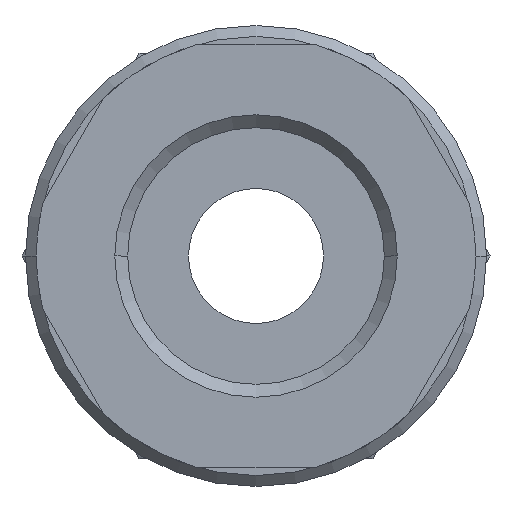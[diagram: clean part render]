
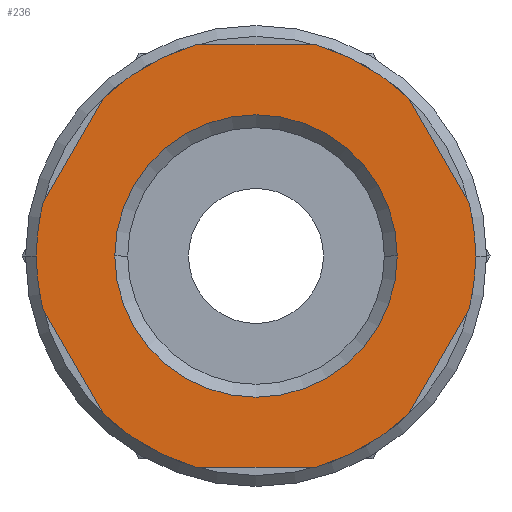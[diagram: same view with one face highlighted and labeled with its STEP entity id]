
A CAD part, front view. The second image highlights one B-rep face of the part: STEP entity #236.
In plain terms, the highlighted planar face has unit normal (0, -1, 0).
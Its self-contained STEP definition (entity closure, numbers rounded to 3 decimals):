
#236=ADVANCED_FACE('',(#494,#495),#496,.T.);
#494=FACE_BOUND('',#769,.T.);
#495=FACE_OUTER_BOUND('',#770,.T.);
#496=PLANE('',#771);
#769=EDGE_LOOP('',(#1361,#1362));
#770=EDGE_LOOP('',(#1363,#1364,#1365,#1366,#1367,#1368,#1369,#1370,#1371,#1372,#1373,#1374,#1375,#1376));
#771=AXIS2_PLACEMENT_3D('',#1377,#1378,#1379);
#1361=ORIENTED_EDGE('',*,*,#1686,.T.);
#1362=ORIENTED_EDGE('',*,*,#1684,.T.);
#1363=ORIENTED_EDGE('',*,*,#1769,.F.);
#1364=ORIENTED_EDGE('',*,*,#1796,.F.);
#1365=ORIENTED_EDGE('',*,*,#1773,.F.);
#1366=ORIENTED_EDGE('',*,*,#1797,.F.);
#1367=ORIENTED_EDGE('',*,*,#1777,.F.);
#1368=ORIENTED_EDGE('',*,*,#1630,.F.);
#1369=ORIENTED_EDGE('',*,*,#1798,.F.);
#1370=ORIENTED_EDGE('',*,*,#1782,.F.);
#1371=ORIENTED_EDGE('',*,*,#1799,.F.);
#1372=ORIENTED_EDGE('',*,*,#1787,.F.);
#1373=ORIENTED_EDGE('',*,*,#1800,.F.);
#1374=ORIENTED_EDGE('',*,*,#1792,.F.);
#1375=ORIENTED_EDGE('',*,*,#1801,.F.);
#1376=ORIENTED_EDGE('',*,*,#1627,.F.);
#1377=CARTESIAN_POINT('',(6.5,0.0,0.0));
#1378=DIRECTION('',(-0.0,-1.0,-0.0));
#1379=DIRECTION('',(-1.0,0.0,0.0));
#1627=EDGE_CURVE('',#1938,#1934,#1940,.T.);
#1630=EDGE_CURVE('',#1942,#1945,#1946,.T.);
#1684=EDGE_CURVE('',#2036,#2038,#2040,.T.);
#1686=EDGE_CURVE('',#2038,#2036,#2042,.T.);
#1769=EDGE_CURVE('',#2141,#1938,#2143,.T.);
#1773=EDGE_CURVE('',#2147,#2149,#2150,.T.);
#1777=EDGE_CURVE('',#1945,#2155,#2156,.T.);
#1782=EDGE_CURVE('',#2162,#2164,#2165,.T.);
#1787=EDGE_CURVE('',#2171,#2173,#2174,.T.);
#1792=EDGE_CURVE('',#2180,#2182,#2183,.T.);
#1796=EDGE_CURVE('',#2149,#2141,#2188,.T.);
#1797=EDGE_CURVE('',#2155,#2147,#2189,.T.);
#1798=EDGE_CURVE('',#2164,#1942,#2190,.T.);
#1799=EDGE_CURVE('',#2173,#2162,#2191,.T.);
#1800=EDGE_CURVE('',#2182,#2171,#2192,.T.);
#1801=EDGE_CURVE('',#1934,#2180,#2193,.T.);
#1934=VERTEX_POINT('',#2352);
#1938=VERTEX_POINT('',#2357);
#1940=CIRCLE('',#2360,13.0);
#1942=VERTEX_POINT('',#2362);
#1945=VERTEX_POINT('',#2366);
#1946=CIRCLE('',#2367,13.0);
#2036=VERTEX_POINT('',#2516);
#2038=VERTEX_POINT('',#2519);
#2040=CIRCLE('',#2522,8.36);
#2042=CIRCLE('',#2524,8.36);
#2141=VERTEX_POINT('',#2849);
#2143=LINE('',#2852,#2853);
#2147=VERTEX_POINT('',#2858);
#2149=VERTEX_POINT('',#2861);
#2150=LINE('',#2862,#2863);
#2155=VERTEX_POINT('',#2870);
#2156=LINE('',#2871,#2872);
#2162=VERTEX_POINT('',#2880);
#2164=VERTEX_POINT('',#2883);
#2165=LINE('',#2884,#2885);
#2171=VERTEX_POINT('',#2893);
#2173=VERTEX_POINT('',#2896);
#2174=LINE('',#2897,#2898);
#2180=VERTEX_POINT('',#2906);
#2182=VERTEX_POINT('',#2909);
#2183=LINE('',#2910,#2911);
#2188=CIRCLE('',#2918,13.0);
#2189=CIRCLE('',#2919,13.0);
#2190=CIRCLE('',#2920,13.0);
#2191=CIRCLE('',#2921,13.0);
#2192=CIRCLE('',#2922,13.0);
#2193=CIRCLE('',#2923,13.0);
#2352=CARTESIAN_POINT('',(-13.0,0.0,0.));
#2357=CARTESIAN_POINT('',(-12.611,0.0,-3.158));
#2360=AXIS2_PLACEMENT_3D('',#3046,#3047,#3048);
#2362=CARTESIAN_POINT('',(13.0,0.0,0.));
#2366=CARTESIAN_POINT('',(12.611,0.0,-3.158));
#2367=AXIS2_PLACEMENT_3D('',#3050,#3051,#3052);
#2516=CARTESIAN_POINT('',(8.36,0.0,0.));
#2519=CARTESIAN_POINT('',(-8.36,0.0,0.));
#2522=AXIS2_PLACEMENT_3D('',#3133,#3134,#3135);
#2524=AXIS2_PLACEMENT_3D('',#3136,#3137,#3138);
#2849=CARTESIAN_POINT('',(-9.04,0.0,-9.342));
#2852=CARTESIAN_POINT('',(-10.013,0.0,-7.657));
#2853=VECTOR('',#3218,1.0);
#2858=CARTESIAN_POINT('',(3.571,0.0,-12.5));
#2861=CARTESIAN_POINT('',(-3.571,0.0,-12.5));
#2862=CARTESIAN_POINT('',(3.25,0.0,-12.5));
#2863=VECTOR('',#3221,1.0);
#2870=CARTESIAN_POINT('',(9.04,0.0,-9.342));
#2871=CARTESIAN_POINT('',(11.638,0.0,-4.843));
#2872=VECTOR('',#3224,1.0);
#2880=CARTESIAN_POINT('',(9.04,0.0,9.342));
#2883=CARTESIAN_POINT('',(12.611,0.0,3.158));
#2884=CARTESIAN_POINT('',(11.638,0.0,4.843));
#2885=VECTOR('',#3228,1.0);
#2893=CARTESIAN_POINT('',(-3.571,0.0,12.5));
#2896=CARTESIAN_POINT('',(3.571,0.0,12.5));
#2897=CARTESIAN_POINT('',(3.25,0.0,12.5));
#2898=VECTOR('',#3232,1.0);
#2906=CARTESIAN_POINT('',(-12.611,0.0,3.158));
#2909=CARTESIAN_POINT('',(-9.04,0.0,9.342));
#2910=CARTESIAN_POINT('',(-10.013,0.0,7.657));
#2911=VECTOR('',#3236,1.0);
#2918=AXIS2_PLACEMENT_3D('',#3239,#3240,#3241);
#2919=AXIS2_PLACEMENT_3D('',#3242,#3243,#3244);
#2920=AXIS2_PLACEMENT_3D('',#3245,#3246,#3247);
#2921=AXIS2_PLACEMENT_3D('',#3248,#3249,#3250);
#2922=AXIS2_PLACEMENT_3D('',#3251,#3252,#3253);
#2923=AXIS2_PLACEMENT_3D('',#3254,#3255,#3256);
#3046=CARTESIAN_POINT('',(0.0,0.0,0.0));
#3047=DIRECTION('',(-0.0,1.0,0.0));
#3048=DIRECTION('',(1.0,0.0,0.0));
#3050=CARTESIAN_POINT('',(0.0,0.0,0.0));
#3051=DIRECTION('',(-0.0,1.0,0.0));
#3052=DIRECTION('',(1.0,0.0,0.0));
#3133=CARTESIAN_POINT('',(0.0,0.0,0.0));
#3134=DIRECTION('',(-0.0,1.0,0.0));
#3135=DIRECTION('',(1.0,0.0,0.0));
#3136=CARTESIAN_POINT('',(0.0,0.0,0.0));
#3137=DIRECTION('',(-0.0,1.0,0.0));
#3138=DIRECTION('',(1.0,0.0,0.0));
#3218=DIRECTION('',(-0.5,0.0,0.866));
#3221=DIRECTION('',(-1.0,0.0,0.0));
#3224=DIRECTION('',(-0.5,0.0,-0.866));
#3228=DIRECTION('',(0.5,0.0,-0.866));
#3232=DIRECTION('',(1.0,-0.0,0.));
#3236=DIRECTION('',(0.5,-0.0,0.866));
#3239=CARTESIAN_POINT('',(0.0,0.0,0.0));
#3240=DIRECTION('',(-0.0,1.0,0.0));
#3241=DIRECTION('',(1.0,0.0,0.0));
#3242=CARTESIAN_POINT('',(0.0,0.0,0.0));
#3243=DIRECTION('',(-0.0,1.0,0.0));
#3244=DIRECTION('',(1.0,0.0,0.0));
#3245=CARTESIAN_POINT('',(0.0,0.0,0.0));
#3246=DIRECTION('',(-0.0,1.0,0.0));
#3247=DIRECTION('',(1.0,0.0,0.0));
#3248=CARTESIAN_POINT('',(0.0,0.0,0.0));
#3249=DIRECTION('',(-0.0,1.0,0.0));
#3250=DIRECTION('',(1.0,0.0,0.0));
#3251=CARTESIAN_POINT('',(0.0,0.0,0.0));
#3252=DIRECTION('',(-0.0,1.0,0.0));
#3253=DIRECTION('',(1.0,0.0,0.0));
#3254=CARTESIAN_POINT('',(0.0,0.0,0.0));
#3255=DIRECTION('',(-0.0,1.0,0.0));
#3256=DIRECTION('',(1.0,0.0,0.0));
